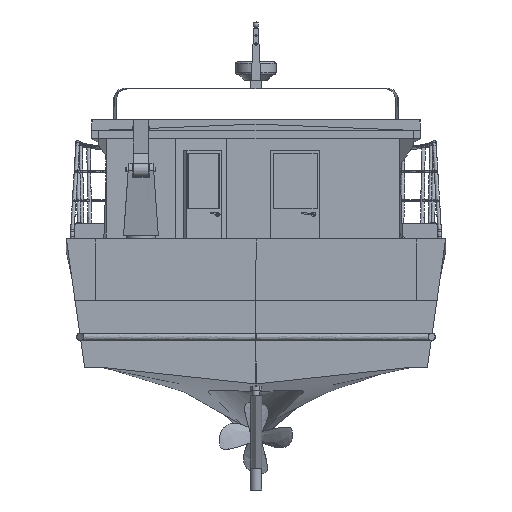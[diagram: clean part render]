
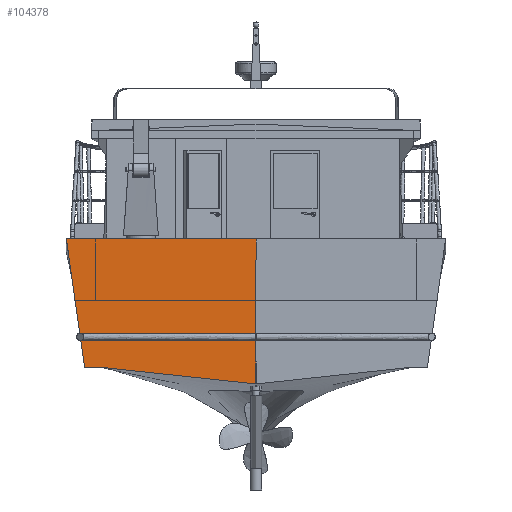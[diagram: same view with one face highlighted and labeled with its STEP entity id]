
A CAD part, left-side view. The second image highlights one B-rep face of the part: STEP entity #104378.
In plain terms, the highlighted free-form (B-spline) face has degree [1, 1] with [2, 2] control points.
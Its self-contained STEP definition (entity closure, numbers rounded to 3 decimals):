
#104378 = ADVANCED_FACE('',(#104379),#104423,.T.);
#104379 = FACE_BOUND('',#104380,.T.);
#104380 = EDGE_LOOP('',(#104381,#104390,#104397,#104404,#104411,#104418)
  );
#104381 = ORIENTED_EDGE('',*,*,#104382,.T.);
#104382 = EDGE_CURVE('',#104383,#104385,#104387,.T.);
#104383 = VERTEX_POINT('',#104384);
#104384 = CARTESIAN_POINT('',(0.,2351.446,
    1685.621));
#104385 = VERTEX_POINT('',#104386);
#104386 = CARTESIAN_POINT('',(0.,2602.61,
    3443.678));
#104387 = B_SPLINE_CURVE_WITH_KNOTS('',1,(#104388,#104389),
  .UNSPECIFIED.,.F.,.F.,(2,2),(0.,1774.126),
  .PIECEWISE_BEZIER_KNOTS.);
#104388 = CARTESIAN_POINT('',(0.,2351.446,
    1685.621));
#104389 = CARTESIAN_POINT('',(0.,2602.61,
    3443.678));
#104390 = ORIENTED_EDGE('',*,*,#104391,.T.);
#104391 = EDGE_CURVE('',#104385,#104392,#104394,.T.);
#104392 = VERTEX_POINT('',#104393);
#104393 = CARTESIAN_POINT('',(0.,0.,3443.678)
  );
#104394 = B_SPLINE_CURVE_WITH_KNOTS('',1,(#104395,#104396),
  .UNSPECIFIED.,.F.,.F.,(2,2),(0.,2600.),.PIECEWISE_BEZIER_KNOTS.);
#104395 = CARTESIAN_POINT('',(0.,2602.61,
    3443.678));
#104396 = CARTESIAN_POINT('',(0.,0.,3443.678)
  );
#104397 = ORIENTED_EDGE('',*,*,#104398,.T.);
#104398 = EDGE_CURVE('',#104392,#104399,#104401,.T.);
#104399 = VERTEX_POINT('',#104400);
#104400 = CARTESIAN_POINT('',(0.,0.,
    1756.268));
#104401 = B_SPLINE_CURVE_WITH_KNOTS('',1,(#104402,#104403),
  .UNSPECIFIED.,.F.,.F.,(2,2),(0.,1685.718),
  .PIECEWISE_BEZIER_KNOTS.);
#104402 = CARTESIAN_POINT('',(0.,0.,3443.678)
  );
#104403 = CARTESIAN_POINT('',(0.,0.,
    1756.268));
#104404 = ORIENTED_EDGE('',*,*,#104405,.T.);
#104405 = EDGE_CURVE('',#104399,#104406,#104408,.T.);
#104406 = VERTEX_POINT('',#104407);
#104407 = CARTESIAN_POINT('',(0.,0.,
    1455.39));
#104408 = B_SPLINE_CURVE_WITH_KNOTS('',1,(#104409,#104410),
  .UNSPECIFIED.,.F.,.F.,(2,2),(1685.718,1986.294),
  .PIECEWISE_BEZIER_KNOTS.);
#104409 = CARTESIAN_POINT('',(0.,0.,
    1756.268));
#104410 = CARTESIAN_POINT('',(0.,0.,
    1455.39));
#104411 = ORIENTED_EDGE('',*,*,#104412,.T.);
#104412 = EDGE_CURVE('',#104406,#104413,#104415,.T.);
#104413 = VERTEX_POINT('',#104414);
#104414 = CARTESIAN_POINT('',(0.,2151.245,
    1685.621));
#104415 = B_SPLINE_CURVE_WITH_KNOTS('',1,(#104416,#104417),
  .UNSPECIFIED.,.F.,.F.,(2,2),(0.,2161.36),
  .PIECEWISE_BEZIER_KNOTS.);
#104416 = CARTESIAN_POINT('',(0.,0.,
    1455.39));
#104417 = CARTESIAN_POINT('',(0.,2151.245,
    1685.621));
#104418 = ORIENTED_EDGE('',*,*,#104419,.T.);
#104419 = EDGE_CURVE('',#104413,#104383,#104420,.T.);
#104420 = B_SPLINE_CURVE_WITH_KNOTS('',1,(#104421,#104422),
  .UNSPECIFIED.,.F.,.F.,(2,2),(0.,200.),.PIECEWISE_BEZIER_KNOTS.);
#104421 = CARTESIAN_POINT('',(0.,2151.245,
    1685.621));
#104422 = CARTESIAN_POINT('',(0.,2351.446,
    1685.621));
#104423 = B_SPLINE_SURFACE_WITH_KNOTS('',1,1,(
    (#104424,#104425)
    ,(#104426,#104427
    )),.UNSPECIFIED.,.F.,.F.,.F.,(2,2),(2,2),(-2375.088,
    276.912),(-249.863,1776.157),
  .PIECEWISE_BEZIER_KNOTS.);
#104424 = CARTESIAN_POINT('',(0.,-26.026,
    1435.507));
#104425 = CARTESIAN_POINT('',(0.,-26.026,
    3463.561));
#104426 = CARTESIAN_POINT('',(0.,2628.636,
    1435.507));
#104427 = CARTESIAN_POINT('',(0.,2628.636,
    3463.561));
